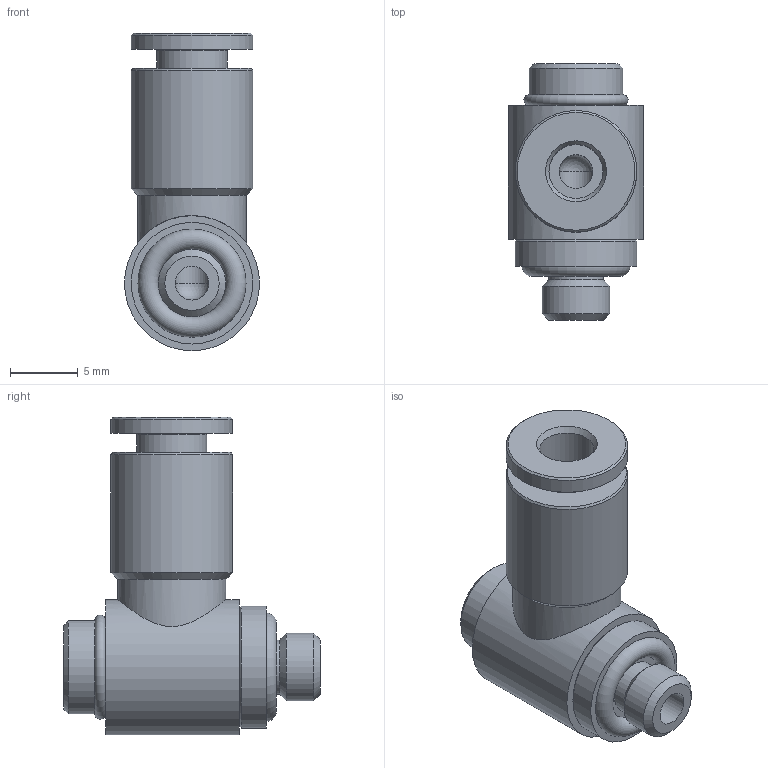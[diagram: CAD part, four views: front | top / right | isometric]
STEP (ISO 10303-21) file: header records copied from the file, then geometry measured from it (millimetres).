
FILE_DESCRIPTION(/* description */ ('STEP AP214'),/* implementation_level */ '2;1');
FILE_NAME(/* name */ '558817_NPQM-LK-M5-Q4-P10',/* time_stamp */ '2024-09-13T06:37:24+02:00',/* author */ ('License CC BY-ND 4.0'),/* organization */ ('CADENAS'),/* preprocessor_version */ 'ST-DEVELOPER v19.3',/* originating_system */ 'PARTsolutions',/* authorisation */ ' ');
FILE_SCHEMA (('AUTOMOTIVE_DESIGN {1 0 10303 214 3 1 1}'));
Length unit declared in the file: millimetre
Products named in the file (1): 558817 NPQM-LK-M5-Q4-P10
Bounding box: 10 x 19 x 23.5 mm (x, y, z)
Volume: 1632.4 mm3; surface area: 1481.6 mm2
Topology: 1 solids, 1 shells, 42 faces, 81 edges, 49 vertices
Faces by surface type: plane 17, cylinder 12, cone 10, torus 2, sphere 1
Full cylindrical faces by diameter (mm): 2.5 x2, 4 x1, 4.019 x1, 5 x1, 5.2 x1, 6.9 x1, 8 x1, 9 x3, 10 x1
Entity records: 1269 total; most frequent: CARTESIAN_POINT 188, DIRECTION 168, ORIENTED_EDGE 108, AXIS2_PLACEMENT_3D 78, EDGE_LOOP 77, FACE_BOUND 77, EDGE_CURVE 54, VERTEX_POINT 47
